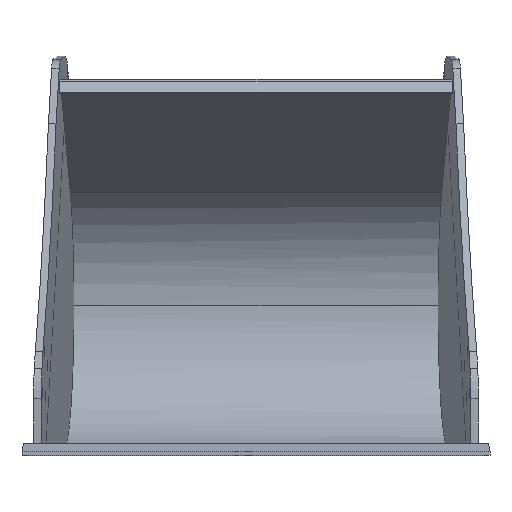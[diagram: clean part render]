
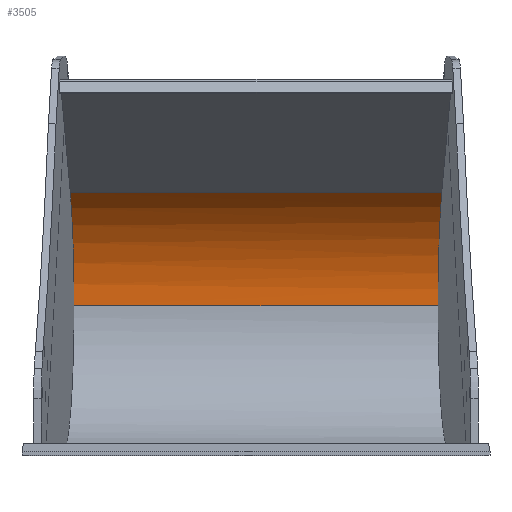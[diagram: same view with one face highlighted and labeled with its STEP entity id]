
A CAD part, top view. The second image highlights one B-rep face of the part: STEP entity #3505.
In plain terms, the highlighted cylindrical face has radius 300 mm (diameter 600 mm), a partial arc.
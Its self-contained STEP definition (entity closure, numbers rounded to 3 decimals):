
#39 = CARTESIAN_POINT ( 'NONE',  ( -383.343, 432.715, -805.048 ) ) ;
#117 = CARTESIAN_POINT ( 'NONE',  ( -388.451, 526.382, -733.524 ) ) ;
#156 = CARTESIAN_POINT ( 'NONE',  ( -382.814, 416.691, -812.4 ) ) ;
#191 = CARTESIAN_POINT ( 'NONE',  ( -381.131, 301.423, -835.997 ) ) ;
#210 = VERTEX_POINT ( 'NONE', #5382 ) ;
#259 = CARTESIAN_POINT ( 'NONE',  ( -1099.54, 300., -836. ) ) ;
#320 = CARTESIAN_POINT ( 'NONE',  ( 382.164, 392.477, -821.391 ) ) ;
#392 = CARTESIAN_POINT ( 'NONE',  ( 383.055, 424.437, -809.067 ) ) ;
#430 = CARTESIAN_POINT ( 'NONE',  ( 381.13, 301.407, -835.997 ) ) ;
#463 = CARTESIAN_POINT ( 'NONE',  ( 382.571, 408.412, -815.748 ) ) ;
#646 = CARTESIAN_POINT ( 'NONE',  ( -381.131, 300.269, -836. ) ) ;
#705 = EDGE_LOOP ( 'NONE', ( #5792, #2941, #5082, #7429 ) ) ;
#755 = CARTESIAN_POINT ( 'NONE',  ( -383.303, 431.584, -805.603 ) ) ;
#917 = CARTESIAN_POINT ( 'NONE',  ( 382.483, 405.204, -816.969 ) ) ;
#954 = CARTESIAN_POINT ( 'NONE',  ( 382.18, 393.178, -821.163 ) ) ;
#1012 = CYLINDRICAL_SURFACE ( 'NONE', #4714, 300. ) ;
#1048 = CARTESIAN_POINT ( 'NONE',  ( -1099.54, 300., -536. ) ) ;
#1106 = CARTESIAN_POINT ( 'NONE',  ( 381.13, 300., -836. ) ) ;
#1110 = VERTEX_POINT ( 'NONE', #6082 ) ;
#1208 = CARTESIAN_POINT ( 'NONE',  ( -383.143, 426.941, -807.826 ) ) ;
#1249 = CARTESIAN_POINT ( 'NONE',  ( -381.132, 302.807, -835.988 ) ) ;
#1360 = CARTESIAN_POINT ( 'NONE',  ( -381.132, 303.73, -835.978 ) ) ;
#1419 = B_SPLINE_CURVE_WITH_KNOTS ( 'NONE', 3,
 ( #2451, #2893, #2375, #646, #2964, #1887, #191, #1249, #1360, #5852, #3532, #4205, #4654, #2342, #5818, #156, #5164, #2930, #1208, #4161, #6451, #6909, #6945, #755, #2486, #1811, #4085, #39, #1775, #5236, #4047, #4760, #3633, #4621, #117, #2418 ),
 .UNSPECIFIED., .F., .F.,
 ( 4, 2, 2, 2, 2, 2, 2, 2, 2, 2, 2, 2, 2, 2, 2, 2, 2, 4 ),
 ( 0.237, 0.237, 0.238, 0.242, 0.25, 0.375, 0.5, 0.563, 0.594, 0.609, 0.617, 0.618, 0.619, 0.621, 0.625, 0.75, 0.875, 1. ),
 .UNSPECIFIED. ) ;
#1445 = CARTESIAN_POINT ( 'NONE',  ( 382.238, 395.582, -820.367 ) ) ;
#1518 = CARTESIAN_POINT ( 'NONE',  ( 382.185, 393.378, -821.097 ) ) ;
#1561 = CARTESIAN_POINT ( 'NONE',  ( 381.585, 363.788, -829.517 ) ) ;
#1589 = EDGE_CURVE ( 'NONE', #4767, #210, #2970, .T. ) ;
#1775 = CARTESIAN_POINT ( 'NONE',  ( -383.357, 433.093, -804.861 ) ) ;
#1811 = CARTESIAN_POINT ( 'NONE',  ( -383.317, 431.96, -805.419 ) ) ;
#1887 = CARTESIAN_POINT ( 'NONE',  ( -381.131, 300.962, -835.999 ) ) ;
#2071 = FACE_OUTER_BOUND ( 'NONE', #705, .T. ) ;
#2088 = CARTESIAN_POINT ( 'NONE',  ( 387.621, 515.558, -745.229 ) ) ;
#2124 = CARTESIAN_POINT ( 'NONE',  ( 382.163, 392.432, -821.405 ) ) ;
#2214 = CARTESIAN_POINT ( 'NONE',  ( -440., 536.403, -720.698 ) ) ;
#2342 = CARTESIAN_POINT ( 'NONE',  ( -382.328, 399.289, -819.191 ) ) ;
#2375 = CARTESIAN_POINT ( 'NONE',  ( -381.131, 300.103, -836. ) ) ;
#2393 = VECTOR ( 'NONE', #6785, 1000. ) ;
#2418 = CARTESIAN_POINT ( 'NONE',  ( -389.346, 536.403, -720.698 ) ) ;
#2451 = CARTESIAN_POINT ( 'NONE',  ( -381.131, 300., -836. ) ) ;
#2486 = CARTESIAN_POINT ( 'NONE',  ( -383.307, 431.677, -805.557 ) ) ;
#2610 = CARTESIAN_POINT ( 'NONE',  ( 381.834, 378.261, -825.992 ) ) ;
#2689 = EDGE_CURVE ( 'NONE', #4301, #4767, #4800, .T. ) ;
#2893 = CARTESIAN_POINT ( 'NONE',  ( -381.131, 300.047, -836. ) ) ;
#2930 = CARTESIAN_POINT ( 'NONE',  ( -383.086, 425.242, -808.613 ) ) ;
#2941 = ORIENTED_EDGE ( 'NONE', *, *, #7326, .T. ) ;
#2964 = CARTESIAN_POINT ( 'NONE',  ( -381.131, 300.385, -836. ) ) ;
#2970 = B_SPLINE_CURVE_WITH_KNOTS ( 'NONE', 3,
 ( #3756, #7180, #2088, #6124, #5590, #7217, #5022, #392, #4358, #463, #917, #3714, #6648, #4394, #1445, #4949, #3200, #1518, #954, #3240, #5518, #7257, #3159, #320, #2124, #2610, #1561, #4438, #3831, #3273, #5551, #430, #4983, #7297, #6241, #1106 ),
 .UNSPECIFIED., .F., .F.,
 ( 4, 2, 2, 2, 2, 2, 2, 2, 2, 2, 2, 2, 2, 2, 2, 2, 2, 4 ),
 ( 0., 0.125, 0.25, 0.375, 0.437, 0.469, 0.484, 0.492, 0.496, 0.498, 0.499, 0.5, 0.5, 0.625, 0.75, 0.758, 0.762, 0.763 ),
 .UNSPECIFIED. ) ;
#3081 = EDGE_CURVE ( 'NONE', #1110, #4301, #1419, .T. ) ;
#3159 = CARTESIAN_POINT ( 'NONE',  ( 382.166, 392.577, -821.358 ) ) ;
#3200 = CARTESIAN_POINT ( 'NONE',  ( 382.199, 393.979, -820.9 ) ) ;
#3220 = DIRECTION ( 'NONE',  ( 1., 0., 0. ) ) ;
#3240 = CARTESIAN_POINT ( 'NONE',  ( 382.173, 392.878, -821.261 ) ) ;
#3273 = CARTESIAN_POINT ( 'NONE',  ( 381.131, 303.736, -835.978 ) ) ;
#3505 = ADVANCED_FACE ( 'NONE', ( #2071 ), #1012, .F. ) ;
#3532 = CARTESIAN_POINT ( 'NONE',  ( -381.244, 334.211, -834.412 ) ) ;
#3633 = CARTESIAN_POINT ( 'NONE',  ( -386.152, 493.139, -766.071 ) ) ;
#3714 = CARTESIAN_POINT ( 'NONE',  ( 382.357, 400.392, -818.709 ) ) ;
#3756 = CARTESIAN_POINT ( 'NONE',  ( 389.346, 536.403, -720.698 ) ) ;
#3831 = CARTESIAN_POINT ( 'NONE',  ( 381.148, 319.574, -835.732 ) ) ;
#3881 = VECTOR ( 'NONE', #4820, 1000. ) ;
#4047 = CARTESIAN_POINT ( 'NONE',  ( -384.314, 457.652, -791.644 ) ) ;
#4085 = CARTESIAN_POINT ( 'NONE',  ( -383.323, 432.149, -805.326 ) ) ;
#4161 = CARTESIAN_POINT ( 'NONE',  ( -383.23, 429.477, -806.622 ) ) ;
#4205 = CARTESIAN_POINT ( 'NONE',  ( -381.588, 363.5, -829.578 ) ) ;
#4301 = VERTEX_POINT ( 'NONE', #4977 ) ;
#4358 = CARTESIAN_POINT ( 'NONE',  ( 382.85, 418.032, -811.892 ) ) ;
#4394 = CARTESIAN_POINT ( 'NONE',  ( 382.257, 396.383, -820.097 ) ) ;
#4438 = CARTESIAN_POINT ( 'NONE',  ( 381.242, 334.444, -834.387 ) ) ;
#4621 = CARTESIAN_POINT ( 'NONE',  ( -387.634, 515.609, -745.161 ) ) ;
#4654 = CARTESIAN_POINT ( 'NONE',  ( -381.837, 378., -826.066 ) ) ;
#4714 = AXIS2_PLACEMENT_3D ( 'NONE', #1048, #3220, #4931 ) ;
#4760 = CARTESIAN_POINT ( 'NONE',  ( -385.488, 481.445, -775.344 ) ) ;
#4767 = VERTEX_POINT ( 'NONE', #5727 ) ;
#4800 = LINE ( 'NONE', #2214, #2393 ) ;
#4820 = DIRECTION ( 'NONE',  ( 1., 0., 0. ) ) ;
#4931 = DIRECTION ( 'NONE',  ( 0., 0., -1. ) ) ;
#4949 = CARTESIAN_POINT ( 'NONE',  ( 382.209, 394.38, -820.768 ) ) ;
#4977 = CARTESIAN_POINT ( 'NONE',  ( -389.346, 536.403, -720.698 ) ) ;
#4983 = CARTESIAN_POINT ( 'NONE',  ( 381.13, 300.941, -835.999 ) ) ;
#5022 = CARTESIAN_POINT ( 'NONE',  ( 383.727, 443.561, -799.801 ) ) ;
#5082 = ORIENTED_EDGE ( 'NONE', *, *, #1589, .F. ) ;
#5164 = CARTESIAN_POINT ( 'NONE',  ( -382.92, 420.128, -810.924 ) ) ;
#5236 = CARTESIAN_POINT ( 'NONE',  ( -383.804, 445.554, -798.671 ) ) ;
#5341 = LINE ( 'NONE', #259, #3881 ) ;
#5382 = CARTESIAN_POINT ( 'NONE',  ( 381.13, 300., -836. ) ) ;
#5518 = CARTESIAN_POINT ( 'NONE',  ( 382.171, 392.778, -821.293 ) ) ;
#5551 = CARTESIAN_POINT ( 'NONE',  ( 381.13, 302.805, -835.988 ) ) ;
#5590 = CARTESIAN_POINT ( 'NONE',  ( 385.448, 480.786, -775.87 ) ) ;
#5727 = CARTESIAN_POINT ( 'NONE',  ( 389.346, 536.403, -720.698 ) ) ;
#5792 = ORIENTED_EDGE ( 'NONE', *, *, #3081, .F. ) ;
#5818 = CARTESIAN_POINT ( 'NONE',  ( -382.51, 406.308, -816.632 ) ) ;
#5852 = CARTESIAN_POINT ( 'NONE',  ( -381.15, 319.423, -835.735 ) ) ;
#6082 = CARTESIAN_POINT ( 'NONE',  ( -381.131, 300., -836. ) ) ;
#6124 = CARTESIAN_POINT ( 'NONE',  ( 386.122, 492.754, -766.408 ) ) ;
#6241 = CARTESIAN_POINT ( 'NONE',  ( 381.13, 300.158, -836. ) ) ;
#6451 = CARTESIAN_POINT ( 'NONE',  ( -383.259, 430.321, -806.217 ) ) ;
#6648 = CARTESIAN_POINT ( 'NONE',  ( 382.316, 398.788, -819.273 ) ) ;
#6785 = DIRECTION ( 'NONE',  ( 1., 0., 0. ) ) ;
#6909 = CARTESIAN_POINT ( 'NONE',  ( -383.292, 431.269, -805.756 ) ) ;
#6945 = CARTESIAN_POINT ( 'NONE',  ( -383.296, 431.374, -805.705 ) ) ;
#7180 = CARTESIAN_POINT ( 'NONE',  ( 388.445, 526.393, -733.512 ) ) ;
#7217 = CARTESIAN_POINT ( 'NONE',  ( 384.251, 456.189, -792.566 ) ) ;
#7257 = CARTESIAN_POINT ( 'NONE',  ( 382.168, 392.627, -821.342 ) ) ;
#7297 = CARTESIAN_POINT ( 'NONE',  ( 381.13, 300.316, -836. ) ) ;
#7326 = EDGE_CURVE ( 'NONE', #1110, #210, #5341, .T. ) ;
#7429 = ORIENTED_EDGE ( 'NONE', *, *, #2689, .F. ) ;
